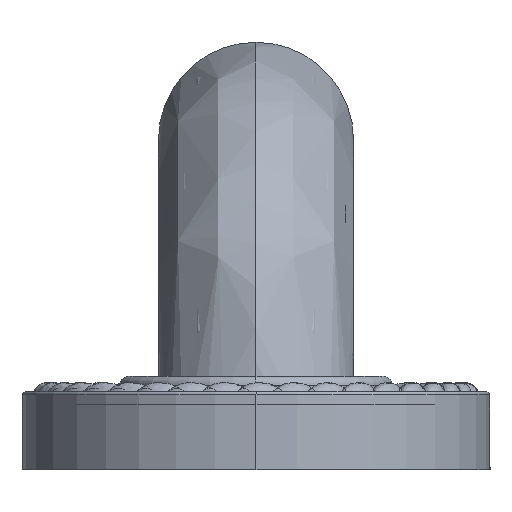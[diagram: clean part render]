
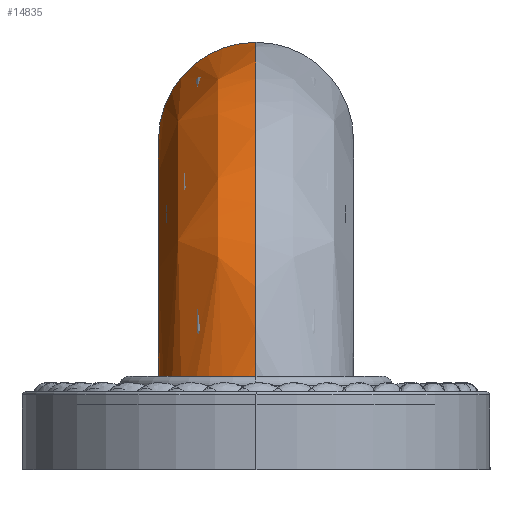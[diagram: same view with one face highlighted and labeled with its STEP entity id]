
A CAD part, left-side view. The second image highlights one B-rep face of the part: STEP entity #14835.
In plain terms, the highlighted free-form (B-spline) face has degree [3, 3] with [4, 4] control points.
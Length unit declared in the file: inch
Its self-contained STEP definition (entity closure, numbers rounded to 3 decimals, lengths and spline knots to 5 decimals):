
#14502=CARTESIAN_POINT('',(-16.,0.,0.49));
#14503=DIRECTION('',(0.,0.,-1.));
#14504=DIRECTION('',(-1.,0.,0.));
#14505=AXIS2_PLACEMENT_3D('',#14502,#14503,#14504);
#14507=CARTESIAN_POINT('',(-15.375,0.,0.49));
#14508=CARTESIAN_POINT('',(-15.375,0.,0.60785));
#14509=CARTESIAN_POINT('',(-15.33229,0.,0.86245));
#14510=CARTESIAN_POINT('',(-15.10323,0.,1.21823));
#14511=CARTESIAN_POINT('',(-14.74745,0.,1.44729));
#14512=CARTESIAN_POINT('',(-14.49285,0.,1.49));
#14513=CARTESIAN_POINT('',(-14.375,0.,1.49));
#14515=CARTESIAN_POINT('',(-14.375,0.,2.115));
#14516=DIRECTION('',(1.,0.,0.));
#14517=DIRECTION('',(0.,0.,-1.));
#14518=AXIS2_PLACEMENT_3D('',#14515,#14516,#14517);
#14520=CARTESIAN_POINT('',(-14.375,0.,2.74));
#14521=CARTESIAN_POINT('',(-14.64017,0.,2.74));
#14522=CARTESIAN_POINT('',(-15.21301,0.,2.64389));
#14523=CARTESIAN_POINT('',(-16.01351,0.,2.12851));
#14524=CARTESIAN_POINT('',(-16.52889,0.,1.32801));
#14525=CARTESIAN_POINT('',(-16.625,0.,0.75517));
#14526=CARTESIAN_POINT('',(-16.625,0.,0.49));
#14696=CARTESIAN_POINT('',(-15.375,0.,0.49));
#14697=VERTEX_POINT('',#14696);
#14698=CARTESIAN_POINT('',(-16.625,0.,0.49));
#14699=VERTEX_POINT('',#14698);
#14700=VERTEX_POINT('',#14520);
#14701=CARTESIAN_POINT('',(-14.375,0.,1.49));
#14702=VERTEX_POINT('',#14701);
#14809=CARTESIAN_POINT('',(-16.6235,-0.03322,
0.43718));
#14810=CARTESIAN_POINT('',(-16.69737,1.35523,
0.43544));
#14811=CARTESIAN_POINT('',(-15.30515,1.3615,
0.46815));
#14812=CARTESIAN_POINT('',(-15.37552,-0.03154,
0.4665));
#14813=CARTESIAN_POINT('',(-16.6556,-0.03322,
1.80364));
#14814=CARTESIAN_POINT('',(-16.73053,1.35523,
1.8468));
#14815=CARTESIAN_POINT('',(-15.31843,1.3615,
1.03342));
#14816=CARTESIAN_POINT('',(-15.3898,-0.03154,
1.07454));
#14817=CARTESIAN_POINT('',(-15.68921,-0.03322,
2.7703));
#14818=CARTESIAN_POINT('',(-15.73239,1.35523,
2.84522));
#14819=CARTESIAN_POINT('',(-14.91866,1.3615,
1.43331));
#14820=CARTESIAN_POINT('',(-14.95979,-0.03154,
1.50467));
#14821=CARTESIAN_POINT('',(-14.32269,-0.03322,
2.73851));
#14822=CARTESIAN_POINT('',(-14.32097,1.35523,
2.81239));
#14823=CARTESIAN_POINT('',(-14.35336,1.3615,
1.42016));
#14824=CARTESIAN_POINT('',(-14.35172,-0.03154,
1.49053));
#14825=(BOUNDED_SURFACE()B_SPLINE_SURFACE(3,3,((#14809,#14810,#14811,#14812),(
#14813,#14814,#14815,#14816),(#14817,#14818,#14819,#14820),(#14821,#14822,
#14823,#14824)),.UNSPECIFIED.,.F.,.F.,.F.)B_SPLINE_SURFACE_WITH_KNOTS((4,4),(4,
4),(-0.01669,1.01653),(-0.02732,1.0259),
.UNSPECIFIED.)GEOMETRIC_REPRESENTATION_ITEM()RATIONAL_B_SPLINE_SURFACE(((
2.499,0.747,0.745,2.492),(
1.983,0.593,0.591,1.978),(
1.983,0.593,0.591,1.978),(
2.499,0.747,0.744,2.492)))REPRESENTATION_ITEM('')SURFACE());
#14827=ORIENTED_EDGE('',*,*,#14826,.T.);
#14829=ORIENTED_EDGE('',*,*,#14828,.T.);
#14830=ORIENTED_EDGE('',*,*,#14799,.T.);
#14832=ORIENTED_EDGE('',*,*,#14831,.T.);
#14833=EDGE_LOOP('',(#14827,#14829,#14830,#14832));
#14834=FACE_OUTER_BOUND('',#14833,.F.);
#14835=ADVANCED_FACE('',(#14834),#14825,.T.);
#14506=CIRCLE('',#14505,0.625);
#14514=B_SPLINE_CURVE_WITH_KNOTS('',3,(#14507,#14508,#14509,#14510,#14511,
#14512,#14513),.UNSPECIFIED.,.F.,.F.,(4,1,1,1,4),(0.,0.25,0.5,0.75,
1.),.UNSPECIFIED.);
#14519=CIRCLE('',#14518,0.625);
#14527=B_SPLINE_CURVE_WITH_KNOTS('',3,(#14520,#14521,#14522,#14523,#14524,
#14525,#14526),.UNSPECIFIED.,.F.,.F.,(4,1,1,1,4),(0.,0.25,0.5,0.75,
1.),.UNSPECIFIED.);
#14799=EDGE_CURVE('',#14702,#14700,#14519,.T.);
#14826=EDGE_CURVE('',#14699,#14697,#14506,.T.);
#14828=EDGE_CURVE('',#14697,#14702,#14514,.T.);
#14831=EDGE_CURVE('',#14700,#14699,#14527,.T.);
